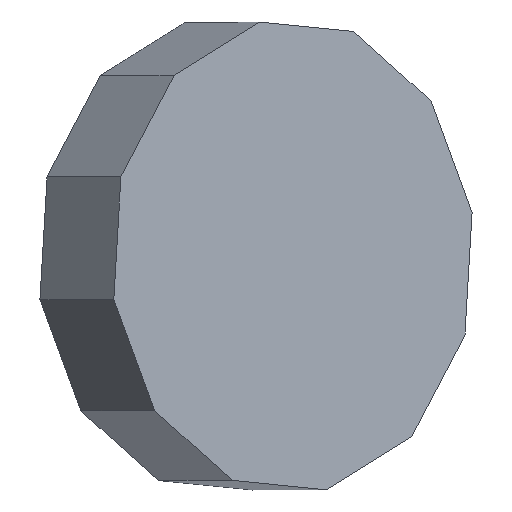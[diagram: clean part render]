
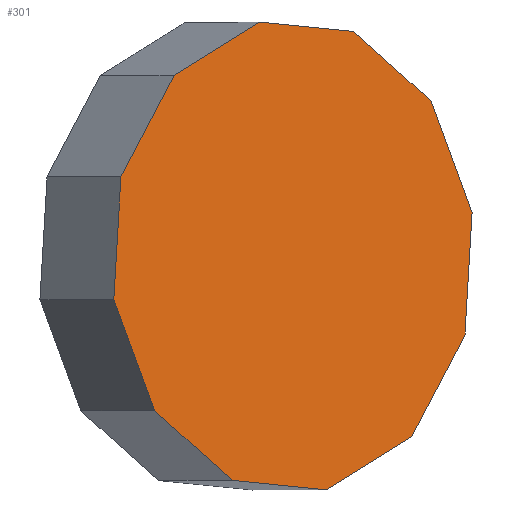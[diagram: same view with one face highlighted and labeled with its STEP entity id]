
A CAD part, top view. The second image highlights one B-rep face of the part: STEP entity #301.
In plain terms, the highlighted planar face has unit normal (0.643, 0, 0.766).
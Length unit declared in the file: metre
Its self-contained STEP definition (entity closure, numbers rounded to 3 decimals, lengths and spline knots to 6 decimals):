
#87=ORIENTED_EDGE('',*,*,#122,.T.);
#88=ORIENTED_EDGE('',*,*,#125,.T.);
#89=ORIENTED_EDGE('',*,*,#128,.T.);
#90=ORIENTED_EDGE('',*,*,#131,.T.);
#91=ORIENTED_EDGE('',*,*,#135,.T.);
#92=ORIENTED_EDGE('',*,*,#100,.T.);
#93=ORIENTED_EDGE('',*,*,#104,.T.);
#94=ORIENTED_EDGE('',*,*,#107,.T.);
#95=ORIENTED_EDGE('',*,*,#110,.T.);
#96=ORIENTED_EDGE('',*,*,#113,.T.);
#97=ORIENTED_EDGE('',*,*,#116,.T.);
#98=ORIENTED_EDGE('',*,*,#119,.T.);
#100=EDGE_CURVE('',#139,#138,#164,.T.);
#104=EDGE_CURVE('',#138,#142,#168,.T.);
#107=EDGE_CURVE('',#142,#144,#171,.T.);
#110=EDGE_CURVE('',#144,#146,#174,.T.);
#113=EDGE_CURVE('',#146,#148,#177,.T.);
#116=EDGE_CURVE('',#148,#150,#180,.T.);
#119=EDGE_CURVE('',#150,#152,#183,.T.);
#122=EDGE_CURVE('',#152,#154,#186,.T.);
#125=EDGE_CURVE('',#154,#156,#189,.T.);
#128=EDGE_CURVE('',#156,#158,#192,.T.);
#131=EDGE_CURVE('',#158,#160,#195,.T.);
#135=EDGE_CURVE('',#160,#139,#197,.T.);
#138=VERTEX_POINT('',#411);
#139=VERTEX_POINT('',#413);
#142=VERTEX_POINT('',#420);
#144=VERTEX_POINT('',#426);
#146=VERTEX_POINT('',#432);
#148=VERTEX_POINT('',#438);
#150=VERTEX_POINT('',#444);
#152=VERTEX_POINT('',#450);
#154=VERTEX_POINT('',#456);
#156=VERTEX_POINT('',#462);
#158=VERTEX_POINT('',#468);
#160=VERTEX_POINT('',#474);
#164=LINE('',#412,#200);
#168=LINE('',#421,#204);
#171=LINE('',#427,#207);
#174=LINE('',#433,#210);
#177=LINE('',#439,#213);
#180=LINE('',#445,#216);
#183=LINE('',#451,#219);
#186=LINE('',#457,#222);
#189=LINE('',#463,#225);
#192=LINE('',#469,#228);
#195=LINE('',#475,#231);
#197=LINE('',#483,#233);
#200=VECTOR('',#338,1.);
#204=VECTOR('',#344,1.);
#207=VECTOR('',#349,1.);
#210=VECTOR('',#354,1.);
#213=VECTOR('',#359,1.);
#216=VECTOR('',#364,1.);
#219=VECTOR('',#369,1.);
#222=VECTOR('',#374,1.);
#225=VECTOR('',#379,1.);
#228=VECTOR('',#384,1.);
#231=VECTOR('',#389,1.);
#233=VECTOR('',#399,1.);
#252=EDGE_LOOP('',(#87,#88,#89,#90,#91,#92,#93,#94,#95,#96,#97,#98));
#270=FACE_BOUND('',#252,.T.);
#285=PLANE('',#332);
#301=ADVANCED_FACE('',(#270),#285,.T.);
#332=AXIS2_PLACEMENT_3D('',#487,#405,#406);
#338=DIRECTION('',(0.332,-0.901,-0.278));
#344=DIRECTION('',(0.632,-0.564,-0.531));
#349=DIRECTION('',(0.764,-0.076,-0.641));
#354=DIRECTION('',(0.691,0.433,-0.579));
#359=DIRECTION('',(0.432,0.826,-0.363));
#364=DIRECTION('',(0.058,0.997,-0.049));
#369=DIRECTION('',(-0.332,0.901,0.278));
#374=DIRECTION('',(-0.632,0.564,0.531));
#379=DIRECTION('',(-0.764,0.076,0.641));
#384=DIRECTION('',(-0.691,-0.433,0.579));
#389=DIRECTION('',(-0.432,-0.826,0.363));
#399=DIRECTION('',(-0.058,-0.997,0.049));
#405=DIRECTION('',(0.643,0.,0.766));
#406=DIRECTION('',(0.766,0.,-0.643));
#411=CARTESIAN_POINT('',(0.321294,0.327392,0.596352));
#412=CARTESIAN_POINT('',(0.318473,0.335061,0.59872));
#413=CARTESIAN_POINT('',(0.315652,0.34273,0.601087));
#420=CARTESIAN_POINT('',(0.332056,0.317792,0.587323));
#421=CARTESIAN_POINT('',(0.326675,0.322592,0.591838));
#426=CARTESIAN_POINT('',(0.345052,0.316502,0.576417));
#427=CARTESIAN_POINT('',(0.338554,0.317147,0.58187));
#432=CARTESIAN_POINT('',(0.356802,0.323867,0.566558));
#433=CARTESIAN_POINT('',(0.350927,0.320185,0.571488));
#438=CARTESIAN_POINT('',(0.364156,0.337915,0.560387));
#439=CARTESIAN_POINT('',(0.360479,0.330891,0.563473));
#444=CARTESIAN_POINT('',(0.365144,0.354881,0.559558));
#445=CARTESIAN_POINT('',(0.36465,0.346398,0.559973));
#450=CARTESIAN_POINT('',(0.359502,0.370219,0.564293));
#451=CARTESIAN_POINT('',(0.362323,0.36255,0.561925));
#456=CARTESIAN_POINT('',(0.348741,0.379819,0.573322));
#457=CARTESIAN_POINT('',(0.354121,0.375019,0.568808));
#462=CARTESIAN_POINT('',(0.335744,0.381109,0.584228));
#463=CARTESIAN_POINT('',(0.342242,0.380464,0.578775));
#468=CARTESIAN_POINT('',(0.323994,0.373743,0.594087));
#469=CARTESIAN_POINT('',(0.329869,0.377426,0.589157));
#474=CARTESIAN_POINT('',(0.31664,0.359696,0.600258));
#475=CARTESIAN_POINT('',(0.320317,0.36672,0.597172));
#483=CARTESIAN_POINT('',(0.316146,0.351213,0.600672));
#487=CARTESIAN_POINT('',(0.340398,0.348805,0.580323));
